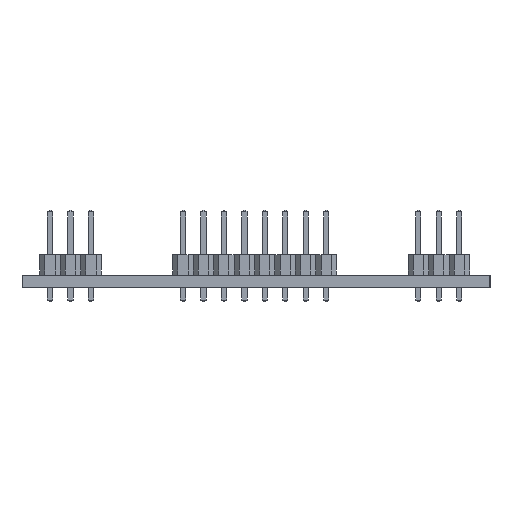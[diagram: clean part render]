
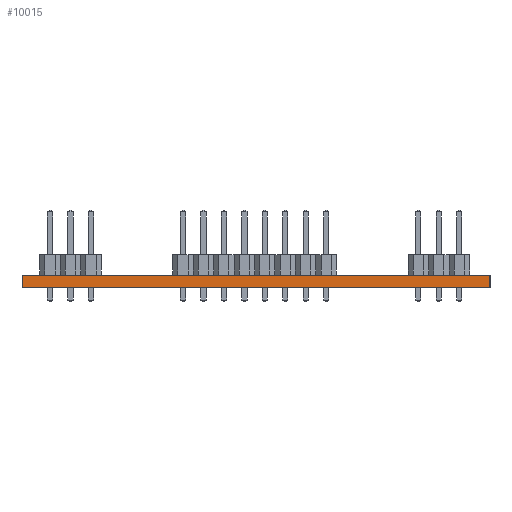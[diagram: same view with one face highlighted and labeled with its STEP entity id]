
A CAD part, left-side view. The second image highlights one B-rep face of the part: STEP entity #10015.
In plain terms, the highlighted planar face has unit normal (-1, 0, 0).
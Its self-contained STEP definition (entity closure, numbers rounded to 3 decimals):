
#1262=FACE_OUTER_BOUND('',#1735,.T.);
#1735=EDGE_LOOP('',(#8345,#8346,#8347,#8348));
#3080=LINE('',#16122,#4185);
#3088=LINE('',#16137,#4193);
#3089=LINE('',#16139,#4194);
#3090=LINE('',#16140,#4195);
#4185=VECTOR('',#13373,10.);
#4193=VECTOR('',#13385,10.);
#4194=VECTOR('',#13388,10.);
#4195=VECTOR('',#13389,10.);
#5079=VERTEX_POINT('',#16119);
#5080=VERTEX_POINT('',#16121);
#5084=VERTEX_POINT('',#16133);
#5085=VERTEX_POINT('',#16135);
#6422=EDGE_CURVE('',#5079,#5080,#3080,.T.);
#6430=EDGE_CURVE('',#5084,#5085,#3088,.T.);
#6431=EDGE_CURVE('',#5079,#5084,#3089,.T.);
#6432=EDGE_CURVE('',#5080,#5085,#3090,.T.);
#8345=ORIENTED_EDGE('',*,*,#6431,.T.);
#8346=ORIENTED_EDGE('',*,*,#6430,.T.);
#8347=ORIENTED_EDGE('',*,*,#6432,.F.);
#8348=ORIENTED_EDGE('',*,*,#6422,.F.);
#9470=PLANE('',#10781);
#10015=ADVANCED_FACE('',(#1262),#9470,.T.);
#10781=AXIS2_PLACEMENT_3D('',#16138,#13386,#13387);
#13373=DIRECTION('',(0.,0.,1.));
#13385=DIRECTION('',(0.,0.,1.));
#13386=DIRECTION('center_axis',(-1.,0.,0.));
#13387=DIRECTION('ref_axis',(0.,-1.,0.));
#13388=DIRECTION('',(0.,-1.,0.));
#13389=DIRECTION('',(0.,-1.,0.));
#16119=CARTESIAN_POINT('',(0.,58.09,0.));
#16121=CARTESIAN_POINT('',(0.,58.09,1.5));
#16122=CARTESIAN_POINT('',(0.,58.09,0.));
#16133=CARTESIAN_POINT('',(0.,0.,0.));
#16135=CARTESIAN_POINT('',(0.,0.,1.5));
#16137=CARTESIAN_POINT('',(0.,0.,0.));
#16138=CARTESIAN_POINT('Origin',(0.,58.09,0.));
#16139=CARTESIAN_POINT('',(0.,58.09,0.));
#16140=CARTESIAN_POINT('',(0.,58.09,1.5));
